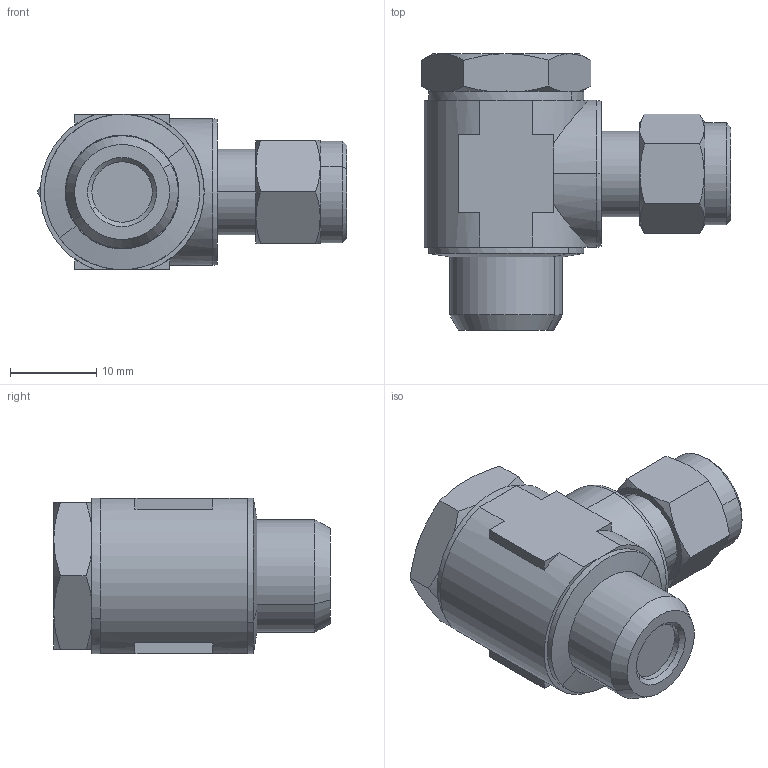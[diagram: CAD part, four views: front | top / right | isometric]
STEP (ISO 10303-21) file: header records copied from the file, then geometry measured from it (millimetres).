
FILE_DESCRIPTION (( 'STEP AP214' ), '1' );
FILE_NAME ('1055000003.step', '2013-02-25T17:18:11', ( '' ), ( '' ), 'SwSTEP 2.0', 'SolidWorks 2012', '' );
FILE_SCHEMA (( 'AUTOMOTIVE_DESIGN' ));
Length unit declared in the file: millimetre
Products named in the file (1): 1055000003
Bounding box: 35.81 x 32 x 18 mm (x, y, z)
Volume: 9589.1 mm3; surface area: 3190.9 mm2
Topology: 1 solids, 1 shells, 98 faces, 240 edges, 148 vertices
Faces by surface type: plane 37, cone 36, cylinder 23, torus 2
Entity records: 4186 total; most frequent: CARTESIAN_POINT 803, ORIENTED_EDGE 480, DIRECTION 476, EDGE_CURVE 240, AXIS2_PLACEMENT_3D 193, VERTEX_POINT 148, EDGE_LOOP 102, UNCERTAINTY_MEASURE_WITH_UNIT 101
